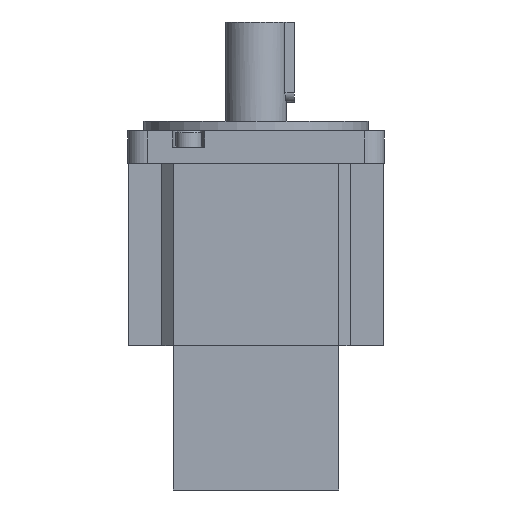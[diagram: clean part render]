
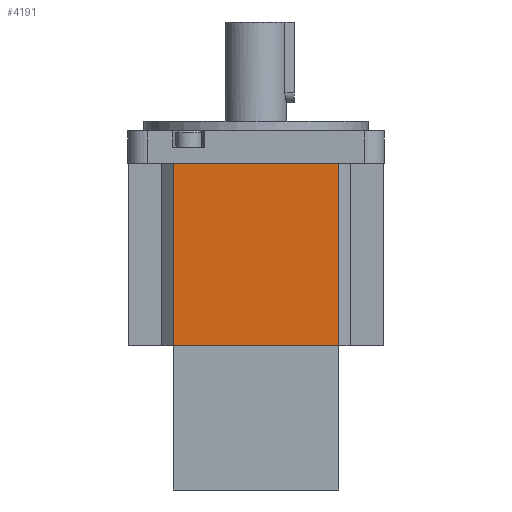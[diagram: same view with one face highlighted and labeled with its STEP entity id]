
A CAD part, front view. The second image highlights one B-rep face of the part: STEP entity #4191.
In plain terms, the highlighted planar face has unit normal (0, -1, 0).
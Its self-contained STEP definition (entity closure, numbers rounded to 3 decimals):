
#43 = ORIENTED_EDGE ( 'NONE', *, *, #9797, .T. ) ;
#135 = DIRECTION ( 'NONE',  ( 0., 0., 1. ) ) ;
#273 = EDGE_CURVE ( 'NONE', #6545, #5804, #9725, .T. ) ;
#454 = DIRECTION ( 'NONE',  ( -1., 0., 0. ) ) ;
#1408 = DIRECTION ( 'NONE',  ( -1., 0., 0. ) ) ;
#2004 = CARTESIAN_POINT ( 'NONE',  ( -25.82, -39.9, 0. ) ) ;
#2089 = EDGE_CURVE ( 'NONE', #4175, #7264, #10007, .T. ) ;
#2370 = CARTESIAN_POINT ( 'NONE',  ( 25.82, -39.9, -57. ) ) ;
#3273 = LINE ( 'NONE', #4556, #8068 ) ;
#4021 = CARTESIAN_POINT ( 'NONE',  ( -25.82, -39.9, -57. ) ) ;
#4175 = VERTEX_POINT ( 'NONE', #7008 ) ;
#4180 = CARTESIAN_POINT ( 'NONE',  ( 25.82, -39.9, -57. ) ) ;
#4191 = ADVANCED_FACE ( 'NONE', ( #7828 ), #5460, .F. ) ;
#4223 = DIRECTION ( 'NONE',  ( 0., 1., 0. ) ) ;
#4238 = ORIENTED_EDGE ( 'NONE', *, *, #7283, .F. ) ;
#4267 = DIRECTION ( 'NONE',  ( 0., 0., 1. ) ) ;
#4556 = CARTESIAN_POINT ( 'NONE',  ( -25.82, -39.9, -57. ) ) ;
#5308 = CARTESIAN_POINT ( 'NONE',  ( 25.82, -39.9, -57. ) ) ;
#5460 = PLANE ( 'NONE',  #10107 ) ;
#5804 = VERTEX_POINT ( 'NONE', #4021 ) ;
#6204 = CARTESIAN_POINT ( 'NONE',  ( 25.82, -39.9, 0. ) ) ;
#6441 = VECTOR ( 'NONE', #1408, 1000. ) ;
#6545 = VERTEX_POINT ( 'NONE', #4180 ) ;
#6572 = VECTOR ( 'NONE', #4267, 1000. ) ;
#6615 = CARTESIAN_POINT ( 'NONE',  ( 25.82, -39.9, -57. ) ) ;
#7008 = CARTESIAN_POINT ( 'NONE',  ( 25.82, -39.9, 0. ) ) ;
#7264 = VERTEX_POINT ( 'NONE', #2004 ) ;
#7283 = EDGE_CURVE ( 'NONE', #5804, #7264, #3273, .T. ) ;
#7532 = ORIENTED_EDGE ( 'NONE', *, *, #273, .F. ) ;
#7828 = FACE_OUTER_BOUND ( 'NONE', #8152, .T. ) ;
#8068 = VECTOR ( 'NONE', #8501, 1000. ) ;
#8152 = EDGE_LOOP ( 'NONE', ( #43, #10205, #4238, #7532 ) ) ;
#8501 = DIRECTION ( 'NONE',  ( 0., 0., 1. ) ) ;
#8759 = LINE ( 'NONE', #6615, #6572 ) ;
#9725 = LINE ( 'NONE', #5308, #9856 ) ;
#9797 = EDGE_CURVE ( 'NONE', #6545, #4175, #8759, .T. ) ;
#9856 = VECTOR ( 'NONE', #454, 1000. ) ;
#10007 = LINE ( 'NONE', #6204, #6441 ) ;
#10107 = AXIS2_PLACEMENT_3D ( 'NONE', #2370, #4223, #135 ) ;
#10205 = ORIENTED_EDGE ( 'NONE', *, *, #2089, .T. ) ;
